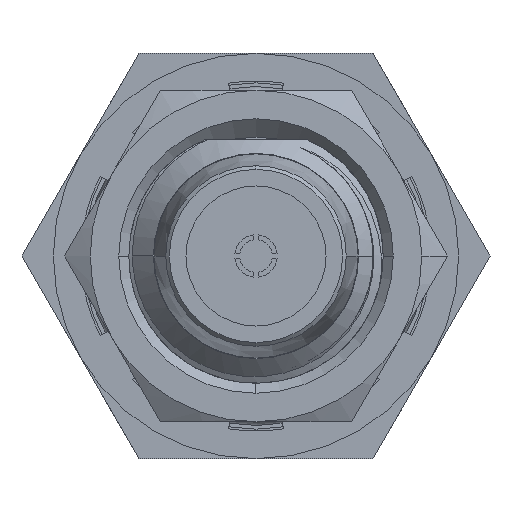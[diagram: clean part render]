
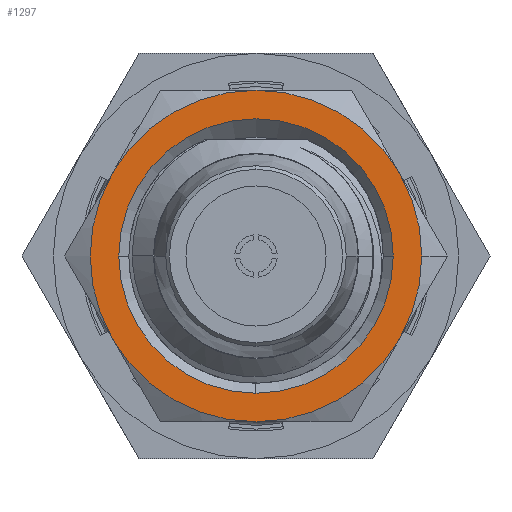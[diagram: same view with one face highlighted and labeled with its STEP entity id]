
A CAD part, left-side view. The second image highlights one B-rep face of the part: STEP entity #1297.
In plain terms, the highlighted planar face has unit normal (-1, 0, 0).
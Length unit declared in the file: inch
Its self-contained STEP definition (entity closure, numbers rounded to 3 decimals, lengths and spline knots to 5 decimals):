
#677 = CARTESIAN_POINT ( 'NONE',  ( 0., 0., 0. ) ) ;
#681 = CIRCLE ( 'NONE', #15778, 0.17717 ) ;
#1161 = AXIS2_PLACEMENT_3D ( 'NONE', #1226, #7934, #9557 ) ;
#1226 = CARTESIAN_POINT ( 'NONE',  ( 0., 0., 0. ) ) ;
#1297 = ADVANCED_FACE ( 'NONE', ( #17929, #11209 ), #2863, .F. ) ;
#1413 = CIRCLE ( 'NONE', #1755, 0.17717 ) ;
#1528 = AXIS2_PLACEMENT_3D ( 'NONE', #15140, #3692, #3584 ) ;
#1755 = AXIS2_PLACEMENT_3D ( 'NONE', #19384, #12797, #2353 ) ;
#2001 = VERTEX_POINT ( 'NONE', #19565 ) ;
#2113 = DIRECTION ( 'NONE',  ( 0., 0.866, 0.5 ) ) ;
#2123 = CIRCLE ( 'NONE', #17229, 0.17717 ) ;
#2353 = DIRECTION ( 'NONE',  ( 0., 0.866, -0.5 ) ) ;
#2564 = DIRECTION ( 'NONE',  ( 0., -0.866, 0.5 ) ) ;
#2571 = DIRECTION ( 'NONE',  ( -1., 0., 0. ) ) ;
#2741 = CARTESIAN_POINT ( 'NONE',  ( 0., 0., 0. ) ) ;
#2863 = PLANE ( 'NONE',  #1161 ) ;
#3163 = AXIS2_PLACEMENT_3D ( 'NONE', #10954, #10847, #17678 ) ;
#3336 = ORIENTED_EDGE ( 'NONE', *, *, #20776, .T. ) ;
#3584 = DIRECTION ( 'NONE',  ( 0., -1., 0. ) ) ;
#3646 = ORIENTED_EDGE ( 'NONE', *, *, #16286, .T. ) ;
#3678 = CARTESIAN_POINT ( 'NONE',  ( 0., 0., 0. ) ) ;
#3692 = DIRECTION ( 'NONE',  ( 1., 0., 0. ) ) ;
#4216 = CARTESIAN_POINT ( 'NONE',  ( 0., 0., 0. ) ) ;
#4544 = CIRCLE ( 'NONE', #18934, 0.17717 ) ;
#4665 = EDGE_CURVE ( 'NONE', #17846, #11945, #20113, .T. ) ;
#4707 = CARTESIAN_POINT ( 'NONE',  ( 0., -0.15343, 0.08858 ) ) ;
#4832 = DIRECTION ( 'NONE',  ( 1., 0., 0. ) ) ;
#4854 = VERTEX_POINT ( 'NONE', #10484 ) ;
#5317 = CIRCLE ( 'NONE', #17604, 0.17717 ) ;
#5387 = CARTESIAN_POINT ( 'NONE',  ( 0., 0., -0.17717 ) ) ;
#5550 = CARTESIAN_POINT ( 'NONE',  ( 0., 0., 0. ) ) ;
#5726 = EDGE_CURVE ( 'NONE', #11945, #4854, #4544, .T. ) ;
#5727 = AXIS2_PLACEMENT_3D ( 'NONE', #4216, #2571, #7523 ) ;
#5948 = CIRCLE ( 'NONE', #19637, 0.14665 ) ;
#6053 = DIRECTION ( 'NONE',  ( 0., 1., 0. ) ) ;
#6217 = EDGE_CURVE ( 'NONE', #13115, #15125, #5948, .T. ) ;
#6283 = EDGE_CURVE ( 'NONE', #2001, #8638, #681, .T. ) ;
#7523 = DIRECTION ( 'NONE',  ( 0., 0., 1. ) ) ;
#7774 = CARTESIAN_POINT ( 'NONE',  ( 0., -0.15343, -0.08858 ) ) ;
#7892 = CARTESIAN_POINT ( 'NONE',  ( 0., 0.14665, 0. ) ) ;
#7934 = DIRECTION ( 'NONE',  ( 1., 0., 0. ) ) ;
#8498 = EDGE_LOOP ( 'NONE', ( #3336, #9388, #11046, #17742, #18919, #9803, #14502 ) ) ;
#8578 = AXIS2_PLACEMENT_3D ( 'NONE', #2741, #9435, #6053 ) ;
#8638 = VERTEX_POINT ( 'NONE', #4707 ) ;
#9388 = ORIENTED_EDGE ( 'NONE', *, *, #4665, .T. ) ;
#9432 = CARTESIAN_POINT ( 'NONE',  ( 0., 0., -0.14665 ) ) ;
#9435 = DIRECTION ( 'NONE',  ( 1., 0., 0. ) ) ;
#9557 = DIRECTION ( 'NONE',  ( 0., 1., 0. ) ) ;
#9803 = ORIENTED_EDGE ( 'NONE', *, *, #19781, .T. ) ;
#9868 = CARTESIAN_POINT ( 'NONE',  ( 0., 0., 0. ) ) ;
#10458 = DIRECTION ( 'NONE',  ( -1., 0., 0. ) ) ;
#10484 = CARTESIAN_POINT ( 'NONE',  ( 0., 0.15343, -0.08858 ) ) ;
#10591 = DIRECTION ( 'NONE',  ( 0., -0.866, -0.5 ) ) ;
#10847 = DIRECTION ( 'NONE',  ( -1., 0., 0. ) ) ;
#10954 = CARTESIAN_POINT ( 'NONE',  ( 0., 0., 0. ) ) ;
#11046 = ORIENTED_EDGE ( 'NONE', *, *, #5726, .T. ) ;
#11209 = FACE_OUTER_BOUND ( 'NONE', #8498, .T. ) ;
#11945 = VERTEX_POINT ( 'NONE', #15357 ) ;
#12033 = EDGE_CURVE ( 'NONE', #21726, #13115, #17676, .T. ) ;
#12293 = CARTESIAN_POINT ( 'NONE',  ( 0., -0.14665, 0. ) ) ;
#12566 = CARTESIAN_POINT ( 'NONE',  ( 0., 0., 0. ) ) ;
#12682 = VERTEX_POINT ( 'NONE', #7774 ) ;
#12774 = CARTESIAN_POINT ( 'NONE',  ( 0., 0., 0.17717 ) ) ;
#12797 = DIRECTION ( 'NONE',  ( -1., 0., 0. ) ) ;
#13115 = VERTEX_POINT ( 'NONE', #9432 ) ;
#13903 = DIRECTION ( 'NONE',  ( -1., 0., 0. ) ) ;
#14303 = DIRECTION ( 'NONE',  ( 0., -1., 0. ) ) ;
#14502 = ORIENTED_EDGE ( 'NONE', *, *, #6283, .T. ) ;
#14883 = ORIENTED_EDGE ( 'NONE', *, *, #6217, .T. ) ;
#15125 = VERTEX_POINT ( 'NONE', #7892 ) ;
#15140 = CARTESIAN_POINT ( 'NONE',  ( 0., 0., 0. ) ) ;
#15357 = CARTESIAN_POINT ( 'NONE',  ( 0., 0.15343, 0.08858 ) ) ;
#15778 = AXIS2_PLACEMENT_3D ( 'NONE', #5550, #13903, #10591 ) ;
#16286 = EDGE_CURVE ( 'NONE', #15125, #21726, #21211, .T. ) ;
#17201 = DIRECTION ( 'NONE',  ( -1., 0., 0. ) ) ;
#17229 = AXIS2_PLACEMENT_3D ( 'NONE', #3678, #17201, #18955 ) ;
#17604 = AXIS2_PLACEMENT_3D ( 'NONE', #12566, #19271, #2564 ) ;
#17676 = CIRCLE ( 'NONE', #1528, 0.14665 ) ;
#17678 = DIRECTION ( 'NONE',  ( 0., -0.866, -0.5 ) ) ;
#17742 = ORIENTED_EDGE ( 'NONE', *, *, #20117, .T. ) ;
#17846 = VERTEX_POINT ( 'NONE', #12774 ) ;
#17929 = FACE_BOUND ( 'NONE', #21570, .T. ) ;
#18919 = ORIENTED_EDGE ( 'NONE', *, *, #21308, .T. ) ;
#18934 = AXIS2_PLACEMENT_3D ( 'NONE', #677, #10458, #2113 ) ;
#18955 = DIRECTION ( 'NONE',  ( 0., 0., -1. ) ) ;
#19271 = DIRECTION ( 'NONE',  ( -1., 0., 0. ) ) ;
#19384 = CARTESIAN_POINT ( 'NONE',  ( 0., 0., 0. ) ) ;
#19565 = CARTESIAN_POINT ( 'NONE',  ( 0., -0.17717, 0. ) ) ;
#19637 = AXIS2_PLACEMENT_3D ( 'NONE', #9868, #4832, #14303 ) ;
#19781 = EDGE_CURVE ( 'NONE', #12682, #2001, #21060, .T. ) ;
#20113 = CIRCLE ( 'NONE', #5727, 0.17717 ) ;
#20117 = EDGE_CURVE ( 'NONE', #4854, #21603, #1413, .T. ) ;
#20776 = EDGE_CURVE ( 'NONE', #8638, #17846, #5317, .T. ) ;
#21060 = CIRCLE ( 'NONE', #3163, 0.17717 ) ;
#21211 = CIRCLE ( 'NONE', #8578, 0.14665 ) ;
#21308 = EDGE_CURVE ( 'NONE', #21603, #12682, #2123, .T. ) ;
#21358 = ORIENTED_EDGE ( 'NONE', *, *, #12033, .T. ) ;
#21570 = EDGE_LOOP ( 'NONE', ( #21358, #14883, #3646 ) ) ;
#21603 = VERTEX_POINT ( 'NONE', #5387 ) ;
#21726 = VERTEX_POINT ( 'NONE', #12293 ) ;
